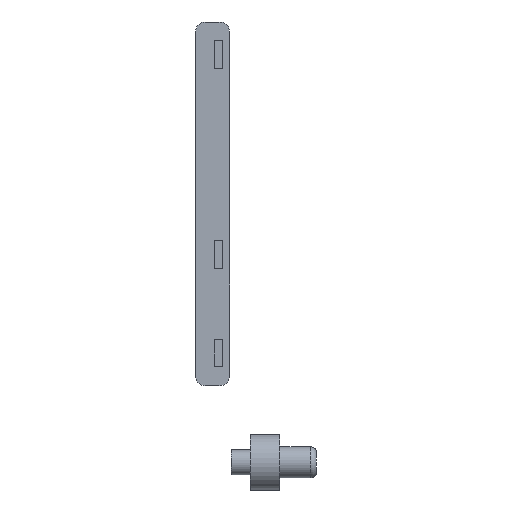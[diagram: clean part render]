
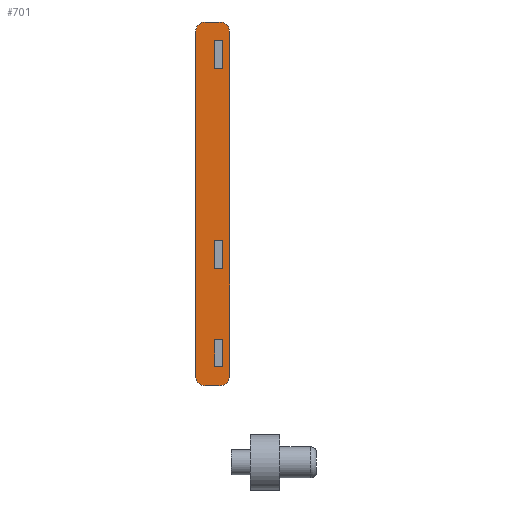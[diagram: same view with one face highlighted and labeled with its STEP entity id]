
A CAD part, left-side view. The second image highlights one B-rep face of the part: STEP entity #701.
In plain terms, the highlighted planar face has unit normal (-1, 0, 0.002).
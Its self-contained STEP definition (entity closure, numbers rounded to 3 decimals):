
#524=CARTESIAN_POINT('',(10.949,-23.124,0.018));
#525=DIRECTION('',(-1.,0.,0.002));
#526=DIRECTION('',(-0.,-1.,0.));
#527=AXIS2_PLACEMENT_3D('',#524,#525,#526);
#528=PLANE('',#527);
#529=CARTESIAN_POINT('',(11.065,-0.774,73.656));
#530=VERTEX_POINT('',#529);
#531=CARTESIAN_POINT('',(11.028,-0.774,50.136));
#532=VERTEX_POINT('',#531);
#533=CARTESIAN_POINT('',(11.065,-0.774,73.656));
#534=DIRECTION('',(-0.002,0.,-1.));
#535=VECTOR('',#534,23.52);
#536=LINE('',#533,#535);
#537=EDGE_CURVE('',#530,#532,#536,.T.);
#538=ORIENTED_EDGE('',*,*,#537,.F.);
#539=CARTESIAN_POINT('',(11.066,-0.124,74.306));
#540=VERTEX_POINT('',#539);
#541=CARTESIAN_POINT('',(11.065,-0.124,73.656));
#542=DIRECTION('',(-1.,0.,0.002));
#543=DIRECTION('',(0.002,-0.,1.));
#544=AXIS2_PLACEMENT_3D('',#541,#542,#543);
#545=CIRCLE('',#544,0.65);
#546=EDGE_CURVE('',#530,#540,#545,.T.);
#547=ORIENTED_EDGE('',*,*,#546,.T.);
#548=CARTESIAN_POINT('',(11.066,0.89,74.306));
#549=VERTEX_POINT('',#548);
#550=CARTESIAN_POINT('',(11.066,0.89,74.306));
#551=DIRECTION('',(-0.,-1.,0.));
#552=VECTOR('',#551,1.014);
#553=LINE('',#550,#552);
#554=EDGE_CURVE('',#549,#540,#553,.T.);
#555=ORIENTED_EDGE('',*,*,#554,.F.);
#556=CARTESIAN_POINT('',(11.065,1.54,73.656));
#557=VERTEX_POINT('',#556);
#558=CARTESIAN_POINT('',(11.065,0.89,73.656));
#559=DIRECTION('',(-1.,0.,0.002));
#560=DIRECTION('',(0.002,-0.,1.));
#561=AXIS2_PLACEMENT_3D('',#558,#559,#560);
#562=CIRCLE('',#561,0.65);
#563=EDGE_CURVE('',#549,#557,#562,.T.);
#564=ORIENTED_EDGE('',*,*,#563,.T.);
#565=CARTESIAN_POINT('',(11.028,1.54,50.136));
#566=VERTEX_POINT('',#565);
#567=CARTESIAN_POINT('',(11.065,1.54,73.656));
#568=DIRECTION('',(-0.002,0.,-1.));
#569=VECTOR('',#568,23.52);
#570=LINE('',#567,#569);
#571=EDGE_CURVE('',#557,#566,#570,.T.);
#572=ORIENTED_EDGE('',*,*,#571,.T.);
#573=CARTESIAN_POINT('',(11.027,0.89,49.486));
#574=VERTEX_POINT('',#573);
#575=CARTESIAN_POINT('',(11.028,0.89,50.136));
#576=DIRECTION('',(-1.,0.,0.002));
#577=DIRECTION('',(0.002,-0.,1.));
#578=AXIS2_PLACEMENT_3D('',#575,#576,#577);
#579=CIRCLE('',#578,0.65);
#580=EDGE_CURVE('',#566,#574,#579,.T.);
#581=ORIENTED_EDGE('',*,*,#580,.T.);
#582=CARTESIAN_POINT('',(11.027,-0.124,49.486));
#583=VERTEX_POINT('',#582);
#584=CARTESIAN_POINT('',(11.027,0.89,49.486));
#585=DIRECTION('',(-0.,-1.,0.));
#586=VECTOR('',#585,1.014);
#587=LINE('',#584,#586);
#588=EDGE_CURVE('',#574,#583,#587,.T.);
#589=ORIENTED_EDGE('',*,*,#588,.T.);
#590=CARTESIAN_POINT('',(11.028,-0.124,50.136));
#591=DIRECTION('',(-1.,0.,0.002));
#592=DIRECTION('',(0.002,-0.,1.));
#593=AXIS2_PLACEMENT_3D('',#590,#591,#592);
#594=CIRCLE('',#593,0.65);
#595=EDGE_CURVE('',#583,#532,#594,.T.);
#596=ORIENTED_EDGE('',*,*,#595,.T.);
#597=EDGE_LOOP('',(#538,#547,#555,#564,#572,#581,#589,#596));
#598=FACE_BOUND('',#597,.T.);
#599=CARTESIAN_POINT('',(11.043,0.276,59.418));
#600=VERTEX_POINT('',#599);
#601=CARTESIAN_POINT('',(11.043,-0.324,59.418));
#602=VERTEX_POINT('',#601);
#603=CARTESIAN_POINT('',(11.043,0.276,59.418));
#604=DIRECTION('',(-0.,-1.,0.));
#605=VECTOR('',#604,0.6);
#606=LINE('',#603,#605);
#607=EDGE_CURVE('',#600,#602,#606,.T.);
#608=ORIENTED_EDGE('',*,*,#607,.T.);
#609=CARTESIAN_POINT('',(11.04,-0.324,57.518));
#610=VERTEX_POINT('',#609);
#611=CARTESIAN_POINT('',(11.043,-0.324,59.418));
#612=DIRECTION('',(-0.002,0.,-1.));
#613=VECTOR('',#612,1.9);
#614=LINE('',#611,#613);
#615=EDGE_CURVE('',#602,#610,#614,.T.);
#616=ORIENTED_EDGE('',*,*,#615,.T.);
#617=CARTESIAN_POINT('',(11.04,0.276,57.518));
#618=VERTEX_POINT('',#617);
#619=CARTESIAN_POINT('',(11.04,-0.324,57.518));
#620=DIRECTION('',(0.,1.,0.));
#621=VECTOR('',#620,0.6);
#622=LINE('',#619,#621);
#623=EDGE_CURVE('',#610,#618,#622,.T.);
#624=ORIENTED_EDGE('',*,*,#623,.T.);
#625=CARTESIAN_POINT('',(11.04,0.276,57.518));
#626=DIRECTION('',(0.002,-0.,1.));
#627=VECTOR('',#626,1.9);
#628=LINE('',#625,#627);
#629=EDGE_CURVE('',#618,#600,#628,.T.);
#630=ORIENTED_EDGE('',*,*,#629,.T.);
#631=EDGE_LOOP('',(#608,#616,#624,#630));
#632=FACE_BOUND('',#631,.T.);
#633=CARTESIAN_POINT('',(11.032,0.226,52.618));
#634=VERTEX_POINT('',#633);
#635=CARTESIAN_POINT('',(11.032,-0.324,52.618));
#636=VERTEX_POINT('',#635);
#637=CARTESIAN_POINT('',(11.032,0.226,52.618));
#638=DIRECTION('',(-0.,-1.,0.));
#639=VECTOR('',#638,0.55);
#640=LINE('',#637,#639);
#641=EDGE_CURVE('',#634,#636,#640,.T.);
#642=ORIENTED_EDGE('',*,*,#641,.T.);
#643=CARTESIAN_POINT('',(11.029,-0.324,50.818));
#644=VERTEX_POINT('',#643);
#645=CARTESIAN_POINT('',(11.032,-0.324,52.618));
#646=DIRECTION('',(-0.002,0.,-1.));
#647=VECTOR('',#646,1.8);
#648=LINE('',#645,#647);
#649=EDGE_CURVE('',#636,#644,#648,.T.);
#650=ORIENTED_EDGE('',*,*,#649,.T.);
#651=CARTESIAN_POINT('',(11.029,0.226,50.818));
#652=VERTEX_POINT('',#651);
#653=CARTESIAN_POINT('',(11.029,-0.324,50.818));
#654=DIRECTION('',(0.,1.,0.));
#655=VECTOR('',#654,0.55);
#656=LINE('',#653,#655);
#657=EDGE_CURVE('',#644,#652,#656,.T.);
#658=ORIENTED_EDGE('',*,*,#657,.T.);
#659=CARTESIAN_POINT('',(11.029,0.226,50.818));
#660=DIRECTION('',(0.002,-0.,1.));
#661=VECTOR('',#660,1.8);
#662=LINE('',#659,#661);
#663=EDGE_CURVE('',#652,#634,#662,.T.);
#664=ORIENTED_EDGE('',*,*,#663,.T.);
#665=EDGE_LOOP('',(#642,#650,#658,#664));
#666=FACE_BOUND('',#665,.T.);
#667=CARTESIAN_POINT('',(11.064,0.276,73.018));
#668=VERTEX_POINT('',#667);
#669=CARTESIAN_POINT('',(11.064,-0.324,73.018));
#670=VERTEX_POINT('',#669);
#671=CARTESIAN_POINT('',(11.064,0.276,73.018));
#672=DIRECTION('',(-0.,-1.,0.));
#673=VECTOR('',#672,0.6);
#674=LINE('',#671,#673);
#675=EDGE_CURVE('',#668,#670,#674,.T.);
#676=ORIENTED_EDGE('',*,*,#675,.T.);
#677=CARTESIAN_POINT('',(11.061,-0.324,71.118));
#678=VERTEX_POINT('',#677);
#679=CARTESIAN_POINT('',(11.064,-0.324,73.018));
#680=DIRECTION('',(-0.002,0.,-1.));
#681=VECTOR('',#680,1.9);
#682=LINE('',#679,#681);
#683=EDGE_CURVE('',#670,#678,#682,.T.);
#684=ORIENTED_EDGE('',*,*,#683,.T.);
#685=CARTESIAN_POINT('',(11.061,0.276,71.118));
#686=VERTEX_POINT('',#685);
#687=CARTESIAN_POINT('',(11.061,-0.324,71.118));
#688=DIRECTION('',(0.,1.,0.));
#689=VECTOR('',#688,0.6);
#690=LINE('',#687,#689);
#691=EDGE_CURVE('',#678,#686,#690,.T.);
#692=ORIENTED_EDGE('',*,*,#691,.T.);
#693=CARTESIAN_POINT('',(11.061,0.276,71.118));
#694=DIRECTION('',(0.002,-0.,1.));
#695=VECTOR('',#694,1.9);
#696=LINE('',#693,#695);
#697=EDGE_CURVE('',#686,#668,#696,.T.);
#698=ORIENTED_EDGE('',*,*,#697,.T.);
#699=EDGE_LOOP('',(#676,#684,#692,#698));
#700=FACE_BOUND('',#699,.T.);
#701=ADVANCED_FACE('',(#598,#632,#666,#700),#528,.T.);
